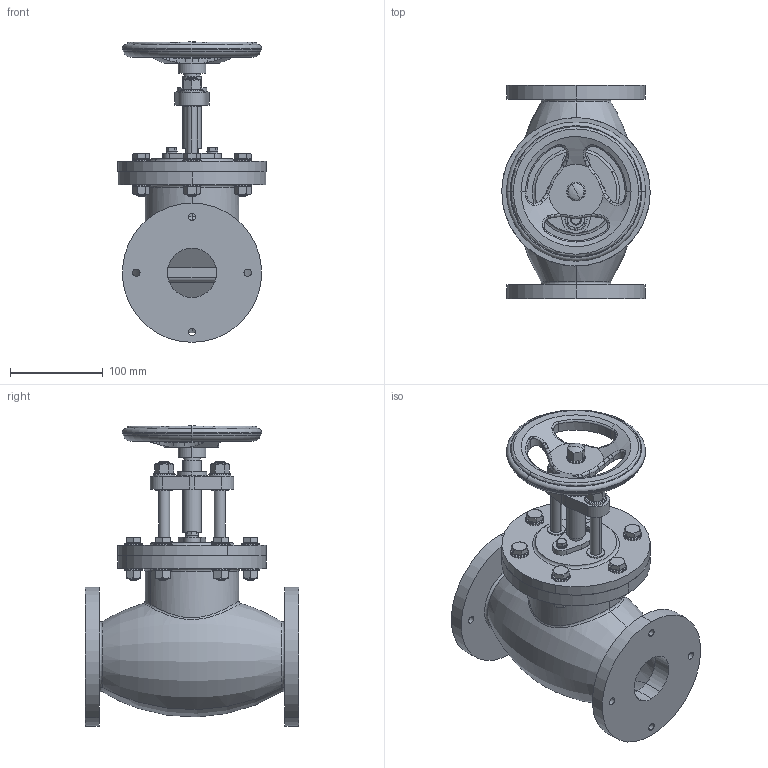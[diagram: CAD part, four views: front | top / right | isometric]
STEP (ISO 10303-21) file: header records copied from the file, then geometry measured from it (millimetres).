
FILE_DESCRIPTION(('CATIA V5 STEP Exchange'),'2;1');
FILE_NAME('ValvulaGlobo.stp','2024-10-11T17:44:06+00:00',('none'),('none'),'CATIA Version 5 Release 21 GA (IN-10)','CATIA V5 STEP AP203','none');
FILE_SCHEMA(('CONFIG_CONTROL_DESIGN'));
Length unit declared in the file: millimetre
Products named in the file (4): Válvula globo; Union perno; Union tornillo 1; Symmetry of Union tornillo 1
Assembly tree (32 placements, depth 3):
  Válvula globo
    #58
    #8144
    #9766
    #10585  x2
    #11069
    #11738  x2
    #12301
    #13017
    #13656
    #13764
    #19061
    #19701
    #19918  x2
    Union perno  x6
      #20158
      #19701
      #20844
    Union tornillo 1
      #21503
      #22174
    Symmetry of Union tornillo 1
      #22412
      #23083
Bounding box: 159.96 x 230 x 324 mm (x, y, z)
Volume: 2228470.7 mm3; surface area: 478567.4 mm2
Topology: 44 solids, 44 shells, 940 faces, 2205 edges, 1387 vertices
Faces by surface type: cylinder 325, plane 275, cone 183, torus 81, bspline 62, revolution 12, sphere 2
Entity records: 23140 total; most frequent: CARTESIAN_POINT 9753, ORIENTED_EDGE 2954, DIRECTION 2050, EDGE_CURVE 1477, AXIS2_PLACEMENT_3D 1121, VERTEX_POINT 928, EDGE_LOOP 727, CIRCLE 651
